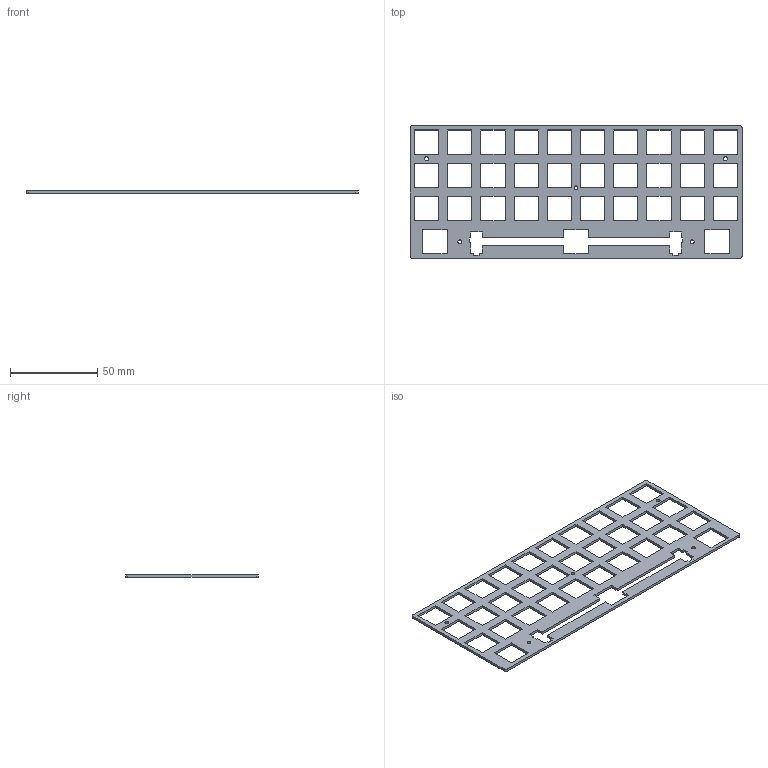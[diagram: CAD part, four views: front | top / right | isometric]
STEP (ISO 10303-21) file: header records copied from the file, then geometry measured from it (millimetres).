
FILE_DESCRIPTION(('HOOPS Exchange Step'),'2;1');
FILE_NAME('temp_export','2024-07-18T14:14:45-04:00',('jscotto'),('Shapr3D Limited'),'HOOPS Exchange 2024.2','Shapr3D','Authorized');
FILE_SCHEMA( ('AUTOMOTIVE_DESIGN { 1 0 10303 214 1 1 1 1 }') );
Length unit declared in the file: millimetre
Products named in the file (1): Plate
Bounding box: 190.5 x 76.2 x 1.5 mm (x, y, z)
Volume: 11132.1 mm3; surface area: 18842.8 mm2
Topology: 1 solids, 1 shells, 179 faces, 541 edges, 364 vertices
Faces by surface type: plane 170, cylinder 9
Full cylindrical faces by diameter (mm): 2.2 x5
Entity records: 6159 total; most frequent: CARTESIAN_POINT 1085, ORIENTED_EDGE 1082, DIRECTION 929, EDGE_CURVE 541, VECTOR 513, LINE 513, VERTEX_POINT 364, EDGE_LOOP 255
